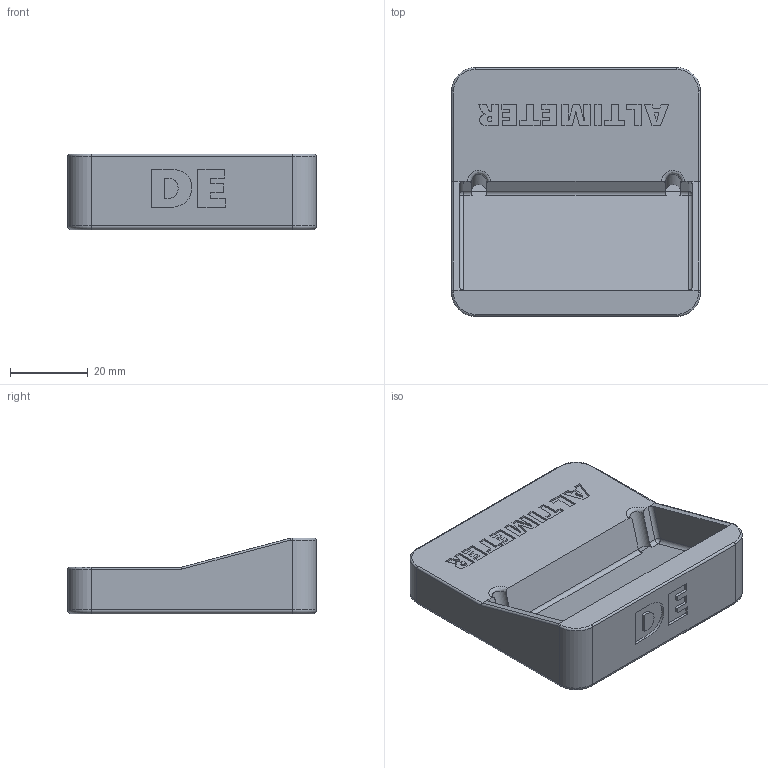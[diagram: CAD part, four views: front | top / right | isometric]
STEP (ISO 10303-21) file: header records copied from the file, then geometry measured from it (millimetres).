
FILE_DESCRIPTION(('STEP AP203'), '1');
FILE_NAME('ïîäñòàâêà', '', ('UNSPECIFIED'), ('UNSPECIFIED'), 'C3D Converter', 'C3D Toolkit', '');
FILE_SCHEMA(('CONFIG_CONTROL_DESIGN'));
Length unit declared in the file: millimetre
Bounding box: 64 x 64 x 19.51 mm (x, y, z)
Volume: 40042.4 mm3; surface area: 13751.7 mm2
Topology: 1 solids, 1 shells, 235 faces, 613 edges, 394 vertices
Faces by surface type: plane 146, cylinder 44, extrusion 31, torus 8, sphere 4, bspline 2
Entity records: 9344 total; most frequent: CARTESIAN_POINT 1857, ORIENTED_EDGE 1218, DIRECTION 1006, EDGE_CURVE 609, VECTOR 492, LINE 461, VERTEX_POINT 394, AXIS2_PLACEMENT_3D 257
